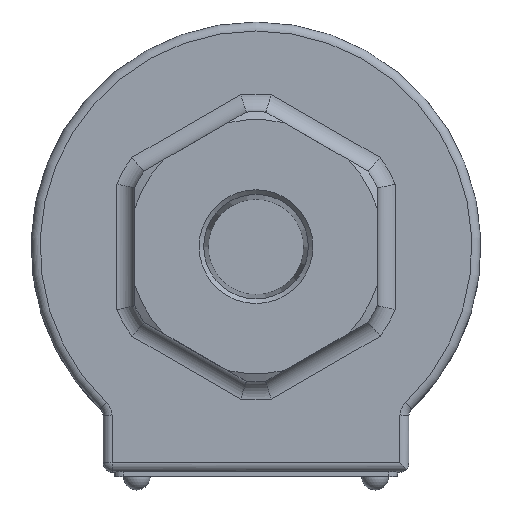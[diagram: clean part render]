
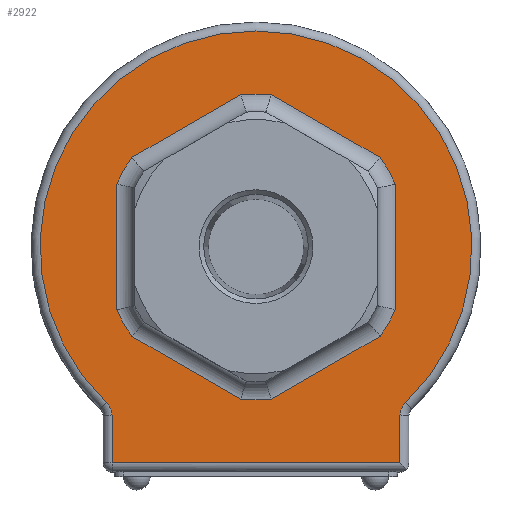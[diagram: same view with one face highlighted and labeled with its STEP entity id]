
A CAD part, top view. The second image highlights one B-rep face of the part: STEP entity #2922.
In plain terms, the highlighted planar face has unit normal (0, 0, 1).
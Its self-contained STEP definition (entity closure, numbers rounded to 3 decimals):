
#68=FACE_BOUND('',#886,.T.);
#208=LINE('',#4838,#424);
#210=LINE('',#4846,#426);
#211=LINE('',#4850,#427);
#212=LINE('',#4858,#428);
#213=LINE('',#4862,#429);
#214=LINE('',#4866,#430);
#215=LINE('',#4870,#431);
#216=LINE('',#4874,#432);
#217=LINE('',#4878,#433);
#424=VECTOR('',#3691,10.);
#426=VECTOR('',#3703,10.);
#427=VECTOR('',#3708,10.);
#428=VECTOR('',#3715,10.);
#429=VECTOR('',#3718,10.);
#430=VECTOR('',#3721,10.);
#431=VECTOR('',#3724,10.);
#432=VECTOR('',#3727,10.);
#433=VECTOR('',#3730,10.);
#701=FACE_OUTER_BOUND('',#885,.T.);
#885=EDGE_LOOP('',(#2188,#2189,#2190,#2191,#2192,#2193));
#886=EDGE_LOOP('',(#2194,#2195,#2196,#2197,#2198,#2199,#2200,#2201,#2202,
#2203,#2204,#2205));
#1081=CIRCLE('',#3188,2.);
#1082=CIRCLE('',#3189,24.);
#1083=CIRCLE('',#3190,2.);
#1084=CIRCLE('',#3191,17.);
#1085=CIRCLE('',#3192,17.);
#1086=CIRCLE('',#3193,17.);
#1087=CIRCLE('',#3194,17.);
#1088=CIRCLE('',#3195,17.);
#1089=CIRCLE('',#3196,17.);
#1282=VERTEX_POINT('',#4835);
#1283=VERTEX_POINT('',#4837);
#1284=VERTEX_POINT('',#4845);
#1285=VERTEX_POINT('',#4849);
#1286=VERTEX_POINT('',#4851);
#1287=VERTEX_POINT('',#4853);
#1288=VERTEX_POINT('',#4856);
#1289=VERTEX_POINT('',#4857);
#1290=VERTEX_POINT('',#4859);
#1291=VERTEX_POINT('',#4861);
#1292=VERTEX_POINT('',#4863);
#1293=VERTEX_POINT('',#4865);
#1294=VERTEX_POINT('',#4867);
#1295=VERTEX_POINT('',#4869);
#1296=VERTEX_POINT('',#4871);
#1297=VERTEX_POINT('',#4873);
#1298=VERTEX_POINT('',#4875);
#1299=VERTEX_POINT('',#4877);
#1616=EDGE_CURVE('',#1282,#1283,#208,.T.);
#1620=EDGE_CURVE('',#1283,#1284,#210,.T.);
#1622=EDGE_CURVE('',#1285,#1282,#211,.T.);
#1623=EDGE_CURVE('',#1286,#1285,#1081,.T.);
#1624=EDGE_CURVE('',#1287,#1286,#1082,.T.);
#1625=EDGE_CURVE('',#1284,#1287,#1083,.T.);
#1626=EDGE_CURVE('',#1288,#1289,#212,.T.);
#1627=EDGE_CURVE('',#1290,#1288,#1084,.T.);
#1628=EDGE_CURVE('',#1291,#1290,#213,.T.);
#1629=EDGE_CURVE('',#1292,#1291,#1085,.T.);
#1630=EDGE_CURVE('',#1293,#1292,#214,.T.);
#1631=EDGE_CURVE('',#1294,#1293,#1086,.T.);
#1632=EDGE_CURVE('',#1295,#1294,#215,.T.);
#1633=EDGE_CURVE('',#1296,#1295,#1087,.T.);
#1634=EDGE_CURVE('',#1297,#1296,#216,.T.);
#1635=EDGE_CURVE('',#1298,#1297,#1088,.T.);
#1636=EDGE_CURVE('',#1299,#1298,#217,.T.);
#1637=EDGE_CURVE('',#1289,#1299,#1089,.T.);
#2188=ORIENTED_EDGE('',*,*,#1616,.F.);
#2189=ORIENTED_EDGE('',*,*,#1622,.F.);
#2190=ORIENTED_EDGE('',*,*,#1623,.F.);
#2191=ORIENTED_EDGE('',*,*,#1624,.F.);
#2192=ORIENTED_EDGE('',*,*,#1625,.F.);
#2193=ORIENTED_EDGE('',*,*,#1620,.F.);
#2194=ORIENTED_EDGE('',*,*,#1626,.F.);
#2195=ORIENTED_EDGE('',*,*,#1627,.F.);
#2196=ORIENTED_EDGE('',*,*,#1628,.F.);
#2197=ORIENTED_EDGE('',*,*,#1629,.F.);
#2198=ORIENTED_EDGE('',*,*,#1630,.F.);
#2199=ORIENTED_EDGE('',*,*,#1631,.F.);
#2200=ORIENTED_EDGE('',*,*,#1632,.F.);
#2201=ORIENTED_EDGE('',*,*,#1633,.F.);
#2202=ORIENTED_EDGE('',*,*,#1634,.F.);
#2203=ORIENTED_EDGE('',*,*,#1635,.F.);
#2204=ORIENTED_EDGE('',*,*,#1636,.F.);
#2205=ORIENTED_EDGE('',*,*,#1637,.F.);
#2816=PLANE('',#3187);
#2922=ADVANCED_FACE('',(#701,#68),#2816,.T.);
#3187=AXIS2_PLACEMENT_3D('',#4848,#3706,#3707);
#3188=AXIS2_PLACEMENT_3D('',#4852,#3709,#3710);
#3189=AXIS2_PLACEMENT_3D('',#4854,#3711,#3712);
#3190=AXIS2_PLACEMENT_3D('',#4855,#3713,#3714);
#3191=AXIS2_PLACEMENT_3D('',#4860,#3716,#3717);
#3192=AXIS2_PLACEMENT_3D('',#4864,#3719,#3720);
#3193=AXIS2_PLACEMENT_3D('',#4868,#3722,#3723);
#3194=AXIS2_PLACEMENT_3D('',#4872,#3725,#3726);
#3195=AXIS2_PLACEMENT_3D('',#4876,#3728,#3729);
#3196=AXIS2_PLACEMENT_3D('',#4879,#3731,#3732);
#3691=DIRECTION('',(-1.,0.,0.));
#3703=DIRECTION('',(0.,1.,0.));
#3706=DIRECTION('center_axis',(0.,0.,1.));
#3707=DIRECTION('ref_axis',(1.,0.,0.));
#3708=DIRECTION('',(0.,-1.,0.));
#3709=DIRECTION('center_axis',(0.,0.,1.));
#3710=DIRECTION('ref_axis',(-0.92,0.392,0.));
#3711=DIRECTION('center_axis',(0.,0.,-1.));
#3712=DIRECTION('ref_axis',(0.,1.,0.));
#3713=DIRECTION('center_axis',(0.,0.,1.));
#3714=DIRECTION('ref_axis',(0.92,0.392,0.));
#3715=DIRECTION('',(0.866,-0.5,0.));
#3716=DIRECTION('center_axis',(0.,0.,1.));
#3717=DIRECTION('ref_axis',(-0.866,-0.5,0.));
#3718=DIRECTION('',(0.,-1.,0.));
#3719=DIRECTION('center_axis',(0.,0.,1.));
#3720=DIRECTION('ref_axis',(-0.866,0.5,0.));
#3721=DIRECTION('',(-0.866,-0.5,0.));
#3722=DIRECTION('center_axis',(0.,0.,1.));
#3723=DIRECTION('ref_axis',(0.,1.,0.));
#3724=DIRECTION('',(-0.866,0.5,0.));
#3725=DIRECTION('center_axis',(0.,0.,1.));
#3726=DIRECTION('ref_axis',(0.866,0.5,0.));
#3727=DIRECTION('',(0.,1.,0.));
#3728=DIRECTION('center_axis',(0.,0.,1.));
#3729=DIRECTION('ref_axis',(0.866,-0.5,0.));
#3730=DIRECTION('',(0.866,0.5,0.));
#3731=DIRECTION('center_axis',(0.,0.,1.));
#3732=DIRECTION('ref_axis',(0.,-1.,0.));
#4835=CARTESIAN_POINT('',(16.,-24.,40.5));
#4837=CARTESIAN_POINT('',(-16.,-24.,40.5));
#4838=CARTESIAN_POINT('',(0.,-24.,40.5));
#4845=CARTESIAN_POINT('',(-16.,-18.762,40.5));
#4846=CARTESIAN_POINT('',(-16.,-12.5,40.5));
#4848=CARTESIAN_POINT('Origin',(0.,0.,40.5));
#4849=CARTESIAN_POINT('',(16.,-18.762,40.5));
#4850=CARTESIAN_POINT('',(16.,-12.5,40.5));
#4851=CARTESIAN_POINT('',(16.615,-17.318,40.5));
#4852=CARTESIAN_POINT('Origin',(18.,-18.762,40.5));
#4853=CARTESIAN_POINT('',(-16.615,-17.318,40.5));
#4854=CARTESIAN_POINT('Origin',(0.,0.,40.5));
#4855=CARTESIAN_POINT('Origin',(-18.,-18.762,40.5));
#4856=CARTESIAN_POINT('',(-13.797,-9.932,40.5));
#4857=CARTESIAN_POINT('',(-1.703,-16.914,40.5));
#4858=CARTESIAN_POINT('',(-11.125,-11.475,40.5));
#4859=CARTESIAN_POINT('',(-15.5,-6.982,40.5));
#4860=CARTESIAN_POINT('Origin',(0.,0.,40.5));
#4861=CARTESIAN_POINT('',(-15.5,6.982,40.5));
#4862=CARTESIAN_POINT('',(-15.5,3.897,40.5));
#4863=CARTESIAN_POINT('',(-13.797,9.932,40.5));
#4864=CARTESIAN_POINT('Origin',(0.,0.,40.5));
#4865=CARTESIAN_POINT('',(-1.703,16.914,40.5));
#4866=CARTESIAN_POINT('',(-4.375,15.372,40.5));
#4867=CARTESIAN_POINT('',(1.703,16.914,40.5));
#4868=CARTESIAN_POINT('Origin',(0.,0.,40.5));
#4869=CARTESIAN_POINT('',(13.797,9.932,40.5));
#4870=CARTESIAN_POINT('',(11.125,11.475,40.5));
#4871=CARTESIAN_POINT('',(15.5,6.982,40.5));
#4872=CARTESIAN_POINT('Origin',(0.,0.,40.5));
#4873=CARTESIAN_POINT('',(15.5,-6.982,40.5));
#4874=CARTESIAN_POINT('',(15.5,-3.897,40.5));
#4875=CARTESIAN_POINT('',(13.797,-9.932,40.5));
#4876=CARTESIAN_POINT('Origin',(0.,0.,40.5));
#4877=CARTESIAN_POINT('',(1.703,-16.914,40.5));
#4878=CARTESIAN_POINT('',(4.375,-15.372,40.5));
#4879=CARTESIAN_POINT('Origin',(0.,0.,40.5));
